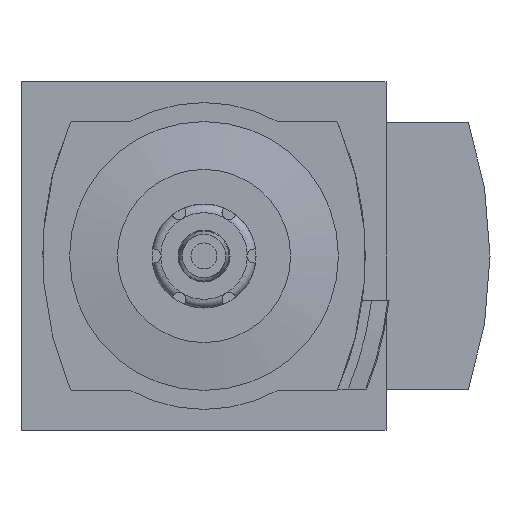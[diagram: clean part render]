
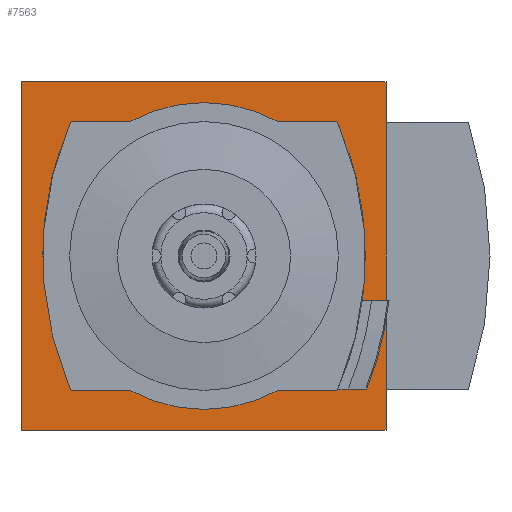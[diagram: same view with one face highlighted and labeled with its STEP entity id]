
A CAD part, front view. The second image highlights one B-rep face of the part: STEP entity #7563.
In plain terms, the highlighted planar face has unit normal (0, -1, 0).
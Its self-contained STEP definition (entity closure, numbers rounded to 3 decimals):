
#132=PLANE('',#7975);
#337=LINE('',#10096,#933);
#443=LINE('',#10318,#1039);
#458=LINE('',#10356,#1054);
#508=LINE('',#10633,#1104);
#625=LINE('',#10972,#1221);
#626=LINE('',#10976,#1222);
#627=LINE('',#10984,#1223);
#628=LINE('',#10988,#1224);
#629=LINE('',#10994,#1225);
#630=LINE('',#10998,#1226);
#933=VECTOR('',#8397,1000.);
#1039=VECTOR('',#8569,1000.);
#1054=VECTOR('',#8598,1000.);
#1104=VECTOR('',#8736,1000.);
#1221=VECTOR('',#8993,1000.);
#1222=VECTOR('',#8996,1000.);
#1223=VECTOR('',#9003,1000.);
#1224=VECTOR('',#9006,1000.);
#1225=VECTOR('',#9011,1000.);
#1226=VECTOR('',#9014,1000.);
#2137=ORIENTED_EDGE('',*,*,#3397,.F.);
#2138=ORIENTED_EDGE('',*,*,#3520,.F.);
#2139=ORIENTED_EDGE('',*,*,#3417,.F.);
#2140=ORIENTED_EDGE('',*,*,#3283,.F.);
#2141=ORIENTED_EDGE('',*,*,#3683,.F.);
#2142=ORIENTED_EDGE('',*,*,#3684,.T.);
#2143=ORIENTED_EDGE('',*,*,#3685,.F.);
#2144=ORIENTED_EDGE('',*,*,#3686,.F.);
#2145=ORIENTED_EDGE('',*,*,#3687,.F.);
#2146=ORIENTED_EDGE('',*,*,#3688,.F.);
#2147=ORIENTED_EDGE('',*,*,#3689,.F.);
#2148=ORIENTED_EDGE('',*,*,#3690,.F.);
#2149=ORIENTED_EDGE('',*,*,#3691,.F.);
#2150=ORIENTED_EDGE('',*,*,#3692,.F.);
#2151=ORIENTED_EDGE('',*,*,#3693,.F.);
#2152=ORIENTED_EDGE('',*,*,#3694,.F.);
#2153=ORIENTED_EDGE('',*,*,#3695,.T.);
#2154=ORIENTED_EDGE('',*,*,#3696,.F.);
#2155=ORIENTED_EDGE('',*,*,#3697,.T.);
#3283=EDGE_CURVE('',#4125,#4126,#337,.T.);
#3397=EDGE_CURVE('',#4208,#4125,#443,.T.);
#3417=EDGE_CURVE('',#4126,#4225,#458,.T.);
#3520=EDGE_CURVE('',#4225,#4208,#508,.T.);
#3683=EDGE_CURVE('',#4446,#4447,#4719,.F.);
#3684=EDGE_CURVE('',#4446,#4448,#625,.T.);
#3685=EDGE_CURVE('',#4449,#4448,#4720,.F.);
#3686=EDGE_CURVE('',#4450,#4449,#626,.T.);
#3687=EDGE_CURVE('',#4451,#4450,#4721,.F.);
#3688=EDGE_CURVE('',#4452,#4451,#4722,.F.);
#3689=EDGE_CURVE('',#4453,#4452,#4723,.F.);
#3690=EDGE_CURVE('',#4454,#4453,#627,.T.);
#3691=EDGE_CURVE('',#4455,#4454,#4724,.F.);
#3692=EDGE_CURVE('',#4456,#4455,#628,.T.);
#3693=EDGE_CURVE('',#4457,#4456,#4725,.F.);
#3694=EDGE_CURVE('',#4458,#4457,#4726,.F.);
#3695=EDGE_CURVE('',#4458,#4459,#629,.T.);
#3696=EDGE_CURVE('',#4460,#4459,#4727,.T.);
#3697=EDGE_CURVE('',#4460,#4447,#630,.T.);
#4125=VERTEX_POINT('',#10095);
#4126=VERTEX_POINT('',#10097);
#4208=VERTEX_POINT('',#10317);
#4225=VERTEX_POINT('',#10357);
#4446=VERTEX_POINT('',#10970);
#4447=VERTEX_POINT('',#10971);
#4448=VERTEX_POINT('',#10973);
#4449=VERTEX_POINT('',#10975);
#4450=VERTEX_POINT('',#10977);
#4451=VERTEX_POINT('',#10979);
#4452=VERTEX_POINT('',#10981);
#4453=VERTEX_POINT('',#10983);
#4454=VERTEX_POINT('',#10985);
#4455=VERTEX_POINT('',#10987);
#4456=VERTEX_POINT('',#10989);
#4457=VERTEX_POINT('',#10991);
#4458=VERTEX_POINT('',#10993);
#4459=VERTEX_POINT('',#10995);
#4460=VERTEX_POINT('',#10997);
#4719=CIRCLE('',#7976,0.3);
#4720=CIRCLE('',#7977,17.7);
#4721=CIRCLE('',#7978,0.3);
#4722=CIRCLE('',#7979,38.9);
#4723=CIRCLE('',#7980,0.3);
#4724=CIRCLE('',#7981,17.7);
#4725=CIRCLE('',#7982,0.3);
#4726=CIRCLE('',#7983,38.9);
#4727=CIRCLE('',#7984,39.95);
#4919=EDGE_LOOP('',(#2137,#2138,#2139,#2140));
#4920=EDGE_LOOP('',(#2141,#2142,#2143,#2144,#2145,#2146,#2147,#2148,#2149,
#2150,#2151,#2152,#2153,#2154,#2155));
#5270=FACE_BOUND('',#4919,.T.);
#5271=FACE_BOUND('',#4920,.T.);
#7563=ADVANCED_FACE('',(#5270,#5271),#132,.F.);
#7975=AXIS2_PLACEMENT_3D('',#10968,#8989,#8990);
#7976=AXIS2_PLACEMENT_3D('',#10969,#8991,#8992);
#7977=AXIS2_PLACEMENT_3D('',#10974,#8994,#8995);
#7978=AXIS2_PLACEMENT_3D('',#10978,#8997,#8998);
#7979=AXIS2_PLACEMENT_3D('',#10980,#8999,#9000);
#7980=AXIS2_PLACEMENT_3D('',#10982,#9001,#9002);
#7981=AXIS2_PLACEMENT_3D('',#10986,#9004,#9005);
#7982=AXIS2_PLACEMENT_3D('',#10990,#9007,#9008);
#7983=AXIS2_PLACEMENT_3D('',#10992,#9009,#9010);
#7984=AXIS2_PLACEMENT_3D('',#10996,#9012,#9013);
#8397=DIRECTION('',(0.,0.,1.));
#8569=DIRECTION('',(-1.,0.,0.));
#8598=DIRECTION('',(1.,0.,0.));
#8736=DIRECTION('',(0.,0.,-1.));
#8989=DIRECTION('',(0.,1.,0.));
#8990=DIRECTION('',(0.,0.,1.));
#8991=DIRECTION('',(0.,1.,0.));
#8992=DIRECTION('',(0.,0.,1.));
#8993=DIRECTION('',(-1.,0.,0.));
#8994=DIRECTION('',(0.,1.,0.));
#8995=DIRECTION('',(0.,0.,1.));
#8996=DIRECTION('',(1.,0.,0.));
#8997=DIRECTION('',(0.,1.,0.));
#8998=DIRECTION('',(0.,0.,1.));
#8999=DIRECTION('',(0.,1.,0.));
#9000=DIRECTION('',(0.,0.,1.));
#9001=DIRECTION('',(0.,1.,0.));
#9002=DIRECTION('',(0.,0.,1.));
#9003=DIRECTION('',(-1.,0.,0.));
#9004=DIRECTION('',(0.,1.,0.));
#9005=DIRECTION('',(0.,0.,1.));
#9006=DIRECTION('',(-1.,0.,0.));
#9007=DIRECTION('',(0.,1.,0.));
#9008=DIRECTION('',(0.,0.,1.));
#9009=DIRECTION('',(0.,1.,0.));
#9010=DIRECTION('',(0.,0.,1.));
#9011=DIRECTION('',(1.,0.,0.));
#9012=DIRECTION('',(0.,-1.,0.));
#9013=DIRECTION('',(0.,0.,-1.));
#9014=DIRECTION('',(-1.,0.,0.));
#10095=CARTESIAN_POINT('',(-21.,-32.,-20.1));
#10096=CARTESIAN_POINT('',(-21.,-32.,-20.1));
#10097=CARTESIAN_POINT('',(-21.,-32.,20.1));
#10317=CARTESIAN_POINT('',(21.,-32.,-20.1));
#10318=CARTESIAN_POINT('',(21.,-32.,-20.1));
#10356=CARTESIAN_POINT('',(-21.,-32.,20.1));
#10357=CARTESIAN_POINT('',(21.,-32.,20.1));
#10633=CARTESIAN_POINT('',(21.,-32.,20.1));
#10968=CARTESIAN_POINT('',(0.,-32.,0.));
#10969=CARTESIAN_POINT('',(15.181,-32.,-15.2));
#10970=CARTESIAN_POINT('',(15.181,-32.,-15.5));
#10971=CARTESIAN_POINT('',(15.442,-32.,-15.349));
#10972=CARTESIAN_POINT('',(14.091,-32.,-15.5));
#10973=CARTESIAN_POINT('',(8.546,-32.,-15.5));
#10974=CARTESIAN_POINT('',(0.,-32.,0.));
#10975=CARTESIAN_POINT('',(-8.546,-32.,-15.5));
#10976=CARTESIAN_POINT('',(0.,-32.,-15.5));
#10977=CARTESIAN_POINT('',(-15.181,-32.,-15.5));
#10978=CARTESIAN_POINT('',(-15.181,-32.,-15.2));
#10979=CARTESIAN_POINT('',(-15.457,-32.,-15.318));
#10980=CARTESIAN_POINT('',(20.3,-32.,0.));
#10981=CARTESIAN_POINT('',(-15.457,-32.,15.318));
#10982=CARTESIAN_POINT('',(-15.181,-32.,15.2));
#10983=CARTESIAN_POINT('',(-15.181,-32.,15.5));
#10984=CARTESIAN_POINT('',(0.,-32.,15.5));
#10985=CARTESIAN_POINT('',(-8.546,-32.,15.5));
#10986=CARTESIAN_POINT('',(0.,-32.,0.));
#10987=CARTESIAN_POINT('',(8.546,-32.,15.5));
#10988=CARTESIAN_POINT('',(0.,-32.,15.5));
#10989=CARTESIAN_POINT('',(15.181,-32.,15.5));
#10990=CARTESIAN_POINT('',(15.181,-32.,15.2));
#10991=CARTESIAN_POINT('',(15.457,-32.,15.318));
#10992=CARTESIAN_POINT('',(-20.3,-32.,0.));
#10993=CARTESIAN_POINT('',(18.259,-32.,-5.142));
#10994=CARTESIAN_POINT('',(17.25,-32.,-5.142));
#10995=CARTESIAN_POINT('',(19.337,-32.,-5.142));
#10996=CARTESIAN_POINT('',(-20.3,-32.,-0.15));
#10997=CARTESIAN_POINT('',(16.646,-32.,-15.349));
#10998=CARTESIAN_POINT('',(30.,-32.,-15.349));
